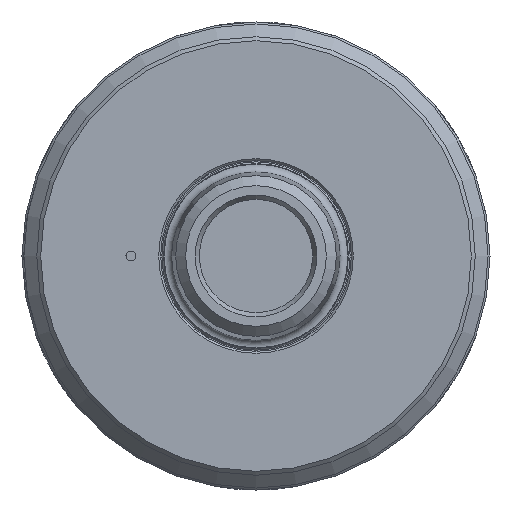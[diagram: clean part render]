
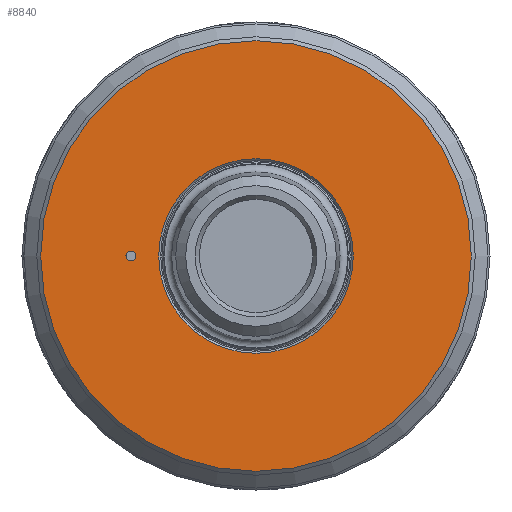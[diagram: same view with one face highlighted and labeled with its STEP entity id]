
A CAD part, left-side view. The second image highlights one B-rep face of the part: STEP entity #8840.
In plain terms, the highlighted planar face has unit normal (-1, 0, 0).
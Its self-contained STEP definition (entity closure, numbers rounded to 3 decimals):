
#1614=FACE_BOUND('',#3141,.T.);
#1615=FACE_BOUND('',#3142,.T.);
#1944=CIRCLE('',#9525,19.75);
#1948=CIRCLE('',#9531,43.7);
#1949=CIRCLE('',#9532,1.);
#1950=CIRCLE('',#9533,1.);
#2150=PLANE('',#9530);
#2603=FACE_OUTER_BOUND('',#3140,.T.);
#3140=EDGE_LOOP('',(#8074));
#3141=EDGE_LOOP('',(#8075,#8076));
#3142=EDGE_LOOP('',(#8077));
#4355=VERTEX_POINT('',#53851);
#4358=VERTEX_POINT('',#53862);
#4359=VERTEX_POINT('',#53864);
#4360=VERTEX_POINT('',#53865);
#5615=EDGE_CURVE('',#4355,#4355,#1944,.T.);
#5620=EDGE_CURVE('',#4358,#4358,#1948,.T.);
#5621=EDGE_CURVE('',#4359,#4360,#1949,.T.);
#5622=EDGE_CURVE('',#4360,#4359,#1950,.T.);
#8074=ORIENTED_EDGE('',*,*,#5620,.F.);
#8075=ORIENTED_EDGE('',*,*,#5621,.T.);
#8076=ORIENTED_EDGE('',*,*,#5622,.T.);
#8077=ORIENTED_EDGE('',*,*,#5615,.F.);
#8840=ADVANCED_FACE('',(#2603,#1614,#1615),#2150,.T.);
#9525=AXIS2_PLACEMENT_3D('',#53853,#11332,#11333);
#9530=AXIS2_PLACEMENT_3D('',#53861,#11343,#11344);
#9531=AXIS2_PLACEMENT_3D('',#53863,#11345,#11346);
#9532=AXIS2_PLACEMENT_3D('',#53866,#11347,#11348);
#9533=AXIS2_PLACEMENT_3D('',#53867,#11349,#11350);
#11332=DIRECTION('center_axis',(-1.,0.,0.));
#11333=DIRECTION('ref_axis',(0.,-1.,0.));
#11343=DIRECTION('center_axis',(-1.,0.,0.));
#11344=DIRECTION('ref_axis',(0.,0.,
1.));
#11345=DIRECTION('center_axis',(1.,0.,0.));
#11346=DIRECTION('ref_axis',(0.,-1.,0.));
#11347=DIRECTION('center_axis',(1.,0.,0.));
#11348=DIRECTION('ref_axis',(0.,0.,
1.));
#11349=DIRECTION('center_axis',(1.,0.,0.));
#11350=DIRECTION('ref_axis',(0.,0.,
1.));
#53851=CARTESIAN_POINT('',(-49.6,19.75,0.));
#53853=CARTESIAN_POINT('Origin',(-49.6,0.,
0.));
#53861=CARTESIAN_POINT('Origin',(-49.6,31.925,0.));
#53862=CARTESIAN_POINT('',(-49.6,43.7,0.));
#53863=CARTESIAN_POINT('Origin',(-49.6,0.,
0.));
#53864=CARTESIAN_POINT('',(-49.6,25.4,1.));
#53865=CARTESIAN_POINT('',(-49.6,25.4,-1.));
#53866=CARTESIAN_POINT('Origin',(-49.6,25.4,0.));
#53867=CARTESIAN_POINT('Origin',(-49.6,25.4,0.));
